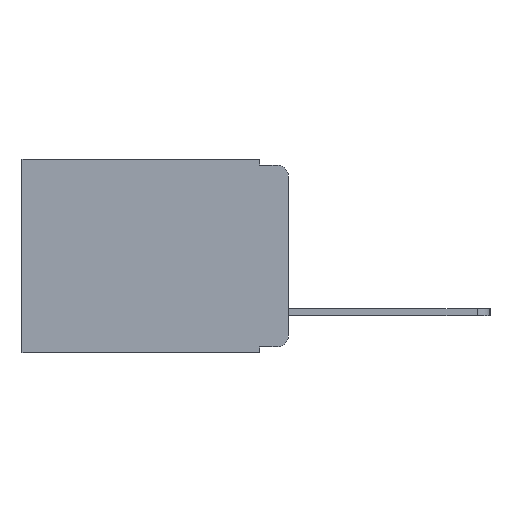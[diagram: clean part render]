
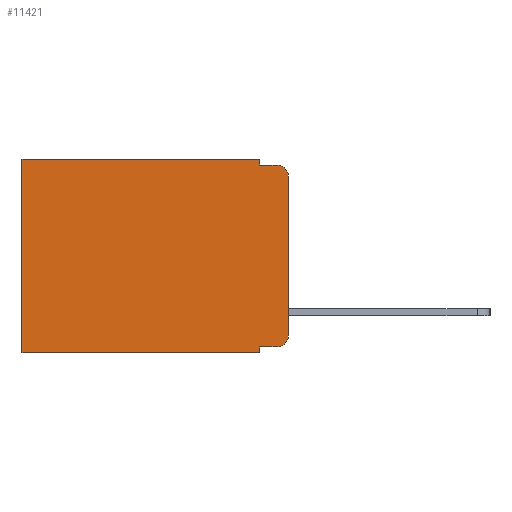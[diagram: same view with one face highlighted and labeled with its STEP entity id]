
A CAD part, left-side view. The second image highlights one B-rep face of the part: STEP entity #11421.
In plain terms, the highlighted planar face has unit normal (-1, 0, 0).
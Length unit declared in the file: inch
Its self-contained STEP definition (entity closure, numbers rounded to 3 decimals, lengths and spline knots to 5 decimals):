
#257 = LINE ( 'NONE', #1348, #13198 ) ;
#272 = FACE_OUTER_BOUND ( 'NONE', #5596, .T. ) ;
#300 = VERTEX_POINT ( 'NONE', #10354 ) ;
#351 = DIRECTION ( 'NONE',  ( 0., -1., 0. ) ) ;
#509 = VERTEX_POINT ( 'NONE', #3479 ) ;
#562 = CARTESIAN_POINT ( 'NONE',  ( 0.298, 0.051, -0.333 ) ) ;
#714 = VERTEX_POINT ( 'NONE', #1030 ) ;
#1030 = CARTESIAN_POINT ( 'NONE',  ( 0.298, 0., -0.03 ) ) ;
#1348 = CARTESIAN_POINT ( 'NONE',  ( 0.298, 0., 0. ) ) ;
#1603 = CARTESIAN_POINT ( 'NONE',  ( 0.298, 0.051, 0. ) ) ;
#1650 = ORIENTED_EDGE ( 'NONE', *, *, #7305, .F. ) ;
#1744 = EDGE_CURVE ( 'NONE', #5234, #2361, #2598, .T. ) ;
#1820 = ORIENTED_EDGE ( 'NONE', *, *, #7260, .F. ) ;
#1911 = ORIENTED_EDGE ( 'NONE', *, *, #7284, .T. ) ;
#2022 = ORIENTED_EDGE ( 'NONE', *, *, #4180, .F. ) ;
#2029 = EDGE_CURVE ( 'NONE', #300, #4207, #9429, .T. ) ;
#2104 = VECTOR ( 'NONE', #11625, 39.37008 ) ;
#2118 = VECTOR ( 'NONE', #351, 39.37008 ) ;
#2361 = VERTEX_POINT ( 'NONE', #9554 ) ;
#2548 = ORIENTED_EDGE ( 'NONE', *, *, #3392, .F. ) ;
#2598 = CIRCLE ( 'NONE', #2630, 0.02 ) ;
#2600 = ORIENTED_EDGE ( 'NONE', *, *, #6775, .F. ) ;
#2630 = AXIS2_PLACEMENT_3D ( 'NONE', #3936, #3955, #10589 ) ;
#2654 = PLANE ( 'NONE',  #7597 ) ;
#2836 = DIRECTION ( 'NONE',  ( 0., 0., -1. ) ) ;
#2859 = VERTEX_POINT ( 'NONE', #11839 ) ;
#2866 = CIRCLE ( 'NONE', #8135, 0.02 ) ;
#3220 = CARTESIAN_POINT ( 'NONE',  ( 0.298, 0.473, 0. ) ) ;
#3319 = VECTOR ( 'NONE', #8248, 39.37008 ) ;
#3392 = EDGE_CURVE ( 'NONE', #714, #2361, #257, .T. ) ;
#3479 = CARTESIAN_POINT ( 'NONE',  ( 0.298, 0.02, -0.01 ) ) ;
#3491 = CARTESIAN_POINT ( 'NONE',  ( 0.298, 0.051, -0.343 ) ) ;
#3936 = CARTESIAN_POINT ( 'NONE',  ( 0.298, 0.02, -0.313 ) ) ;
#3955 = DIRECTION ( 'NONE',  ( -1., 0., 0. ) ) ;
#4180 = EDGE_CURVE ( 'NONE', #10820, #2859, #10437, .T. ) ;
#4207 = VERTEX_POINT ( 'NONE', #8196 ) ;
#4513 = DIRECTION ( 'NONE',  ( 0., 0., -1. ) ) ;
#4858 = LINE ( 'NONE', #3220, #7519 ) ;
#5114 = VERTEX_POINT ( 'NONE', #562 ) ;
#5161 = ORIENTED_EDGE ( 'NONE', *, *, #1744, .T. ) ;
#5162 = DIRECTION ( 'NONE',  ( 0., 0., -1. ) ) ;
#5234 = VERTEX_POINT ( 'NONE', #8885 ) ;
#5596 = EDGE_LOOP ( 'NONE', ( #2548, #1911, #1650, #1820, #6926, #5689, #2022, #2600, #6405, #5161 ) ) ;
#5689 = ORIENTED_EDGE ( 'NONE', *, *, #7199, .T. ) ;
#5896 = DIRECTION ( 'NONE',  ( -1., 0., 0. ) ) ;
#5991 = CARTESIAN_POINT ( 'NONE',  ( 0.298, 0., -0.343 ) ) ;
#6405 = ORIENTED_EDGE ( 'NONE', *, *, #7095, .T. ) ;
#6534 = VECTOR ( 'NONE', #2836, 39.37008 ) ;
#6732 = DIRECTION ( 'NONE',  ( 0., 0., -1. ) ) ;
#6775 = EDGE_CURVE ( 'NONE', #5114, #10820, #11467, .T. ) ;
#6926 = ORIENTED_EDGE ( 'NONE', *, *, #2029, .T. ) ;
#7095 = EDGE_CURVE ( 'NONE', #5114, #5234, #7668, .T. ) ;
#7199 = EDGE_CURVE ( 'NONE', #4207, #2859, #4858, .T. ) ;
#7260 = EDGE_CURVE ( 'NONE', #300, #12049, #9405, .T. ) ;
#7284 = EDGE_CURVE ( 'NONE', #714, #509, #2866, .T. ) ;
#7305 = EDGE_CURVE ( 'NONE', #12049, #509, #10639, .T. ) ;
#7519 = VECTOR ( 'NONE', #4513, 39.37008 ) ;
#7597 = AXIS2_PLACEMENT_3D ( 'NONE', #10162, #11030, #5162 ) ;
#7668 = LINE ( 'NONE', #12936, #2118 ) ;
#7995 = DIRECTION ( 'NONE',  ( 0., 0., -1. ) ) ;
#8135 = AXIS2_PLACEMENT_3D ( 'NONE', #11588, #5896, #12477 ) ;
#8196 = CARTESIAN_POINT ( 'NONE',  ( 0.298, 0.473, 0. ) ) ;
#8248 = DIRECTION ( 'NONE',  ( 0., 1., 0. ) ) ;
#8885 = CARTESIAN_POINT ( 'NONE',  ( 0.298, 0.02, -0.333 ) ) ;
#9405 = LINE ( 'NONE', #13293, #11171 ) ;
#9429 = LINE ( 'NONE', #13062, #3319 ) ;
#9554 = CARTESIAN_POINT ( 'NONE',  ( 0.298, 0., -0.313 ) ) ;
#9937 = DIRECTION ( 'NONE',  ( 0., 1., 0. ) ) ;
#10162 = CARTESIAN_POINT ( 'NONE',  ( 0.298, 0., 0. ) ) ;
#10354 = CARTESIAN_POINT ( 'NONE',  ( 0.298, 0.051, 0. ) ) ;
#10437 = LINE ( 'NONE', #5991, #12233 ) ;
#10589 = DIRECTION ( 'NONE',  ( 0., 0., -1. ) ) ;
#10639 = LINE ( 'NONE', #10751, #2104 ) ;
#10751 = CARTESIAN_POINT ( 'NONE',  ( 0.298, 0.051, -0.01 ) ) ;
#10820 = VERTEX_POINT ( 'NONE', #3491 ) ;
#11030 = DIRECTION ( 'NONE',  ( 1., 0., 0. ) ) ;
#11171 = VECTOR ( 'NONE', #7995, 39.37008 ) ;
#11421 = ADVANCED_FACE ( 'NONE', ( #272 ), #2654, .F. ) ;
#11467 = LINE ( 'NONE', #1603, #6534 ) ;
#11588 = CARTESIAN_POINT ( 'NONE',  ( 0.298, 0.02, -0.03 ) ) ;
#11625 = DIRECTION ( 'NONE',  ( 0., -1., 0. ) ) ;
#11839 = CARTESIAN_POINT ( 'NONE',  ( 0.298, 0.473, -0.343 ) ) ;
#12049 = VERTEX_POINT ( 'NONE', #13056 ) ;
#12233 = VECTOR ( 'NONE', #9937, 39.37008 ) ;
#12477 = DIRECTION ( 'NONE',  ( 0., 0., -1. ) ) ;
#12936 = CARTESIAN_POINT ( 'NONE',  ( 0.298, 0.051, -0.333 ) ) ;
#13056 = CARTESIAN_POINT ( 'NONE',  ( 0.298, 0.051, -0.01 ) ) ;
#13062 = CARTESIAN_POINT ( 'NONE',  ( 0.298, 0., 0. ) ) ;
#13198 = VECTOR ( 'NONE', #6732, 39.37008 ) ;
#13293 = CARTESIAN_POINT ( 'NONE',  ( 0.298, 0.051, 0. ) ) ;
